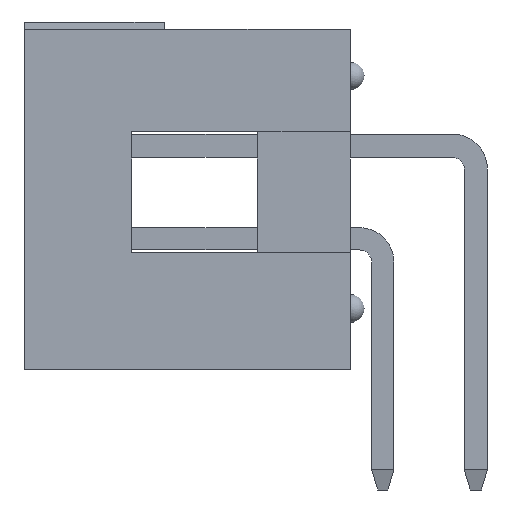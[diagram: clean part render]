
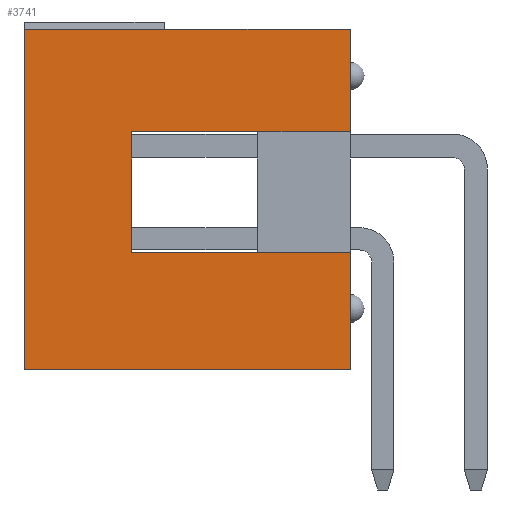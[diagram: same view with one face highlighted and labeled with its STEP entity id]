
A CAD part, left-side view. The second image highlights one B-rep face of the part: STEP entity #3741.
In plain terms, the highlighted planar face has unit normal (-1, 0, 0).
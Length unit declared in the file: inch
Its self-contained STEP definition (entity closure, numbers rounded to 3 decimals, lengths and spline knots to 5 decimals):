
#754 = DIRECTION ( 'NONE',  ( 0., 0., 1. ) ) ;
#811 = ORIENTED_EDGE ( 'NONE', *, *, #10894, .T. ) ;
#1645 = EDGE_LOOP ( 'NONE', ( #10688, #811, #12058, #13691, #6121, #16506, #12117, #3175 ) ) ;
#1831 = CARTESIAN_POINT ( 'NONE',  ( -0.2, 0.015, 0.225 ) ) ;
#2352 = LINE ( 'NONE', #7473, #8935 ) ;
#2379 = VERTEX_POINT ( 'NONE', #12917 ) ;
#2404 = CARTESIAN_POINT ( 'NONE',  ( -0.2, 0.25, 0.115 ) ) ;
#2412 = CARTESIAN_POINT ( 'NONE',  ( -0.2, 0.365, 0.225 ) ) ;
#2848 = VERTEX_POINT ( 'NONE', #9427 ) ;
#3175 = ORIENTED_EDGE ( 'NONE', *, *, #7306, .T. ) ;
#3741 = ADVANCED_FACE ( 'NONE', ( #13435 ), #4025, .F. ) ;
#4025 = PLANE ( 'NONE',  #5530 ) ;
#4170 = DIRECTION ( 'NONE',  ( 0., 0., -1. ) ) ;
#4221 = CARTESIAN_POINT ( 'NONE',  ( -0.2, 1.90877, 0.225 ) ) ;
#4224 = DIRECTION ( 'NONE',  ( 1., 0., 0. ) ) ;
#4231 = DIRECTION ( 'NONE',  ( 0., 0., 1. ) ) ;
#4696 = DIRECTION ( 'NONE',  ( 0., -1., 0. ) ) ;
#4709 = CARTESIAN_POINT ( 'NONE',  ( -0.2, 0.015, 0.115 ) ) ;
#4751 = CARTESIAN_POINT ( 'NONE',  ( -0.2, 0.365, -0.14 ) ) ;
#4975 = VECTOR ( 'NONE', #5868, 39.37008 ) ;
#5124 = VECTOR ( 'NONE', #4231, 39.37008 ) ;
#5239 = DIRECTION ( 'NONE',  ( 0., 0., 1. ) ) ;
#5277 = CARTESIAN_POINT ( 'NONE',  ( -0.2, 0.365, 0.225 ) ) ;
#5411 = CARTESIAN_POINT ( 'NONE',  ( -0.2, 1.90877, 0.225 ) ) ;
#5530 = AXIS2_PLACEMENT_3D ( 'NONE', #4221, #4224, #4170 ) ;
#5591 = EDGE_CURVE ( 'NONE', #2848, #9431, #5996, .T. ) ;
#5821 = LINE ( 'NONE', #5277, #12378 ) ;
#5868 = DIRECTION ( 'NONE',  ( 0., -1., 0. ) ) ;
#5996 = LINE ( 'NONE', #8697, #9090 ) ;
#6121 = ORIENTED_EDGE ( 'NONE', *, *, #8850, .T. ) ;
#6153 = DIRECTION ( 'NONE',  ( 0., -1., 0. ) ) ;
#6599 = EDGE_CURVE ( 'NONE', #12646, #7942, #15833, .T. ) ;
#7237 = CARTESIAN_POINT ( 'NONE',  ( -0.2, 0.015, -0.015 ) ) ;
#7306 = EDGE_CURVE ( 'NONE', #2379, #12646, #16443, .T. ) ;
#7473 = CARTESIAN_POINT ( 'NONE',  ( -0.2, 0.015, 0.225 ) ) ;
#7543 = DIRECTION ( 'NONE',  ( 0., 0., 1. ) ) ;
#7942 = VERTEX_POINT ( 'NONE', #4709 ) ;
#8287 = EDGE_CURVE ( 'NONE', #2379, #9431, #11946, .T. ) ;
#8697 = CARTESIAN_POINT ( 'NONE',  ( -0.2, 0.015, 0.225 ) ) ;
#8849 = VECTOR ( 'NONE', #4696, 39.37008 ) ;
#8850 = EDGE_CURVE ( 'NONE', #9932, #2848, #9469, .T. ) ;
#8935 = VECTOR ( 'NONE', #7543, 39.37008 ) ;
#9090 = VECTOR ( 'NONE', #754, 39.37008 ) ;
#9427 = CARTESIAN_POINT ( 'NONE',  ( -0.2, 0.015, -0.14 ) ) ;
#9431 = VERTEX_POINT ( 'NONE', #7237 ) ;
#9454 = VERTEX_POINT ( 'NONE', #1831 ) ;
#9469 = LINE ( 'NONE', #11909, #9877 ) ;
#9877 = VECTOR ( 'NONE', #6153, 39.37008 ) ;
#9932 = VERTEX_POINT ( 'NONE', #4751 ) ;
#10688 = ORIENTED_EDGE ( 'NONE', *, *, #6599, .T. ) ;
#10894 = EDGE_CURVE ( 'NONE', #7942, #9454, #2352, .T. ) ;
#11003 = DIRECTION ( 'NONE',  ( 0., -1., 0. ) ) ;
#11259 = EDGE_CURVE ( 'NONE', #9932, #14106, #5821, .T. ) ;
#11298 = EDGE_CURVE ( 'NONE', #14106, #9454, #15901, .T. ) ;
#11909 = CARTESIAN_POINT ( 'NONE',  ( -0.2, 1.90877, -0.14 ) ) ;
#11946 = LINE ( 'NONE', #13396, #16265 ) ;
#12058 = ORIENTED_EDGE ( 'NONE', *, *, #11298, .F. ) ;
#12117 = ORIENTED_EDGE ( 'NONE', *, *, #8287, .F. ) ;
#12378 = VECTOR ( 'NONE', #5239, 39.37008 ) ;
#12646 = VERTEX_POINT ( 'NONE', #2404 ) ;
#12917 = CARTESIAN_POINT ( 'NONE',  ( -0.2, 0.25, -0.015 ) ) ;
#13396 = CARTESIAN_POINT ( 'NONE',  ( -0.2, 0.25, -0.015 ) ) ;
#13435 = FACE_OUTER_BOUND ( 'NONE', #1645, .T. ) ;
#13691 = ORIENTED_EDGE ( 'NONE', *, *, #11259, .F. ) ;
#14106 = VERTEX_POINT ( 'NONE', #2412 ) ;
#15629 = CARTESIAN_POINT ( 'NONE',  ( -0.2, 0.25, -0.015 ) ) ;
#15833 = LINE ( 'NONE', #16212, #8849 ) ;
#15901 = LINE ( 'NONE', #5411, #4975 ) ;
#16212 = CARTESIAN_POINT ( 'NONE',  ( -0.2, 0.25, 0.115 ) ) ;
#16265 = VECTOR ( 'NONE', #11003, 39.37008 ) ;
#16443 = LINE ( 'NONE', #15629, #5124 ) ;
#16506 = ORIENTED_EDGE ( 'NONE', *, *, #5591, .T. ) ;
